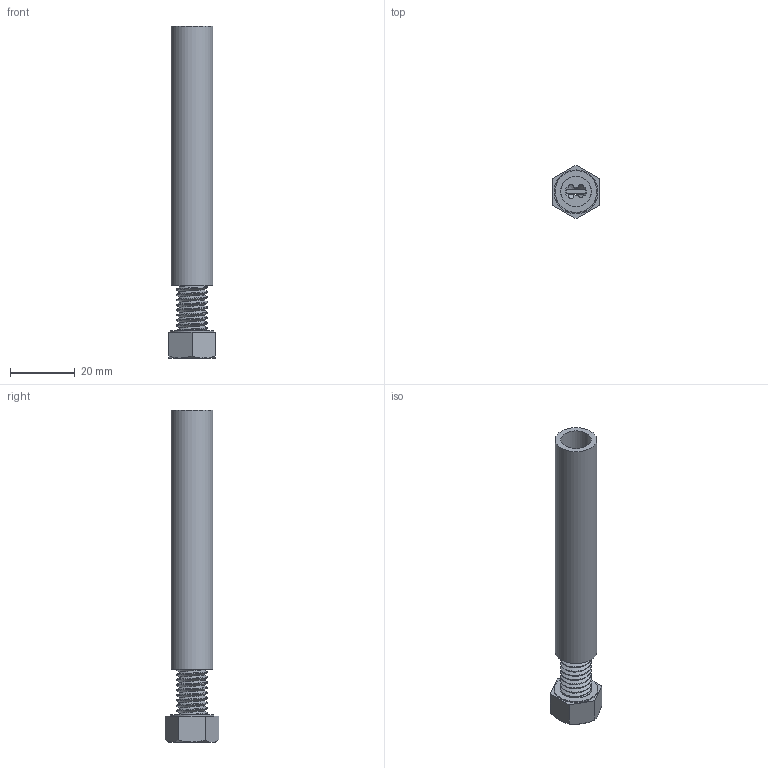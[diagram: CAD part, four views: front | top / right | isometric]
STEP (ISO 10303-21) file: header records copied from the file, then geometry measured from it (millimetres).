
FILE_DESCRIPTION(/* description */ ('STEP AP242','CAx-IF Rec.Pracs.---Representation and Presentation of Product Manufacturing Information (PMI)---4.0---2014-10-13','CAx-IF Rec.Pracs.---3D Tessellated Geometry---0.4---2014-09-14','2;1'),/* implementation_level */ '2;1');
FILE_NAME(/* name */ '656c04154ec34e10c72d75a3',/* time_stamp */ '2023-12-03T04:29:10Z',/* author */ (''),/* organization */ (''),/* preprocessor_version */ 'ST-DEVELOPER v19.4',/* originating_system */ ' ',/* authorisation */ ' ');
FILE_SCHEMA (('AP242_MANAGED_MODEL_BASED_3D_ENGINEERING_MIM_LF { 1 0 10303 442 1 1 4 }'));
Length unit declared in the file: metre
Products named in the file (9): 94812A031_Nylon Hex Nut; PTFE Tube; Load Cell; Gauge; Strain Relief; 91244A628_Nylon Hex Head Screws
Bounding box: 14.29 x 16.5 x 102.42 mm (x, y, z)
Volume: 8755.8 mm3; surface area: 11063.3 mm2
Topology: 9 solids, 9 shells, 110 faces, 287 edges, 196 vertices
Faces by surface type: plane 61, cylinder 32, cone 13, bspline 4
Full cylindrical faces by diameter (mm): 2 x1, 2.5 x1, 7 x1, 9.35 x1, 9.4 x16, 12.9 x1, 13.573 x1
Entity records: 5352 total; most frequent: CARTESIAN_POINT 2996, ORIENTED_EDGE 442, DIRECTION 417, EDGE_CURVE 221, VERTEX_POINT 159, AXIS2_PLACEMENT_3D 145, LINE 127, VECTOR 127
